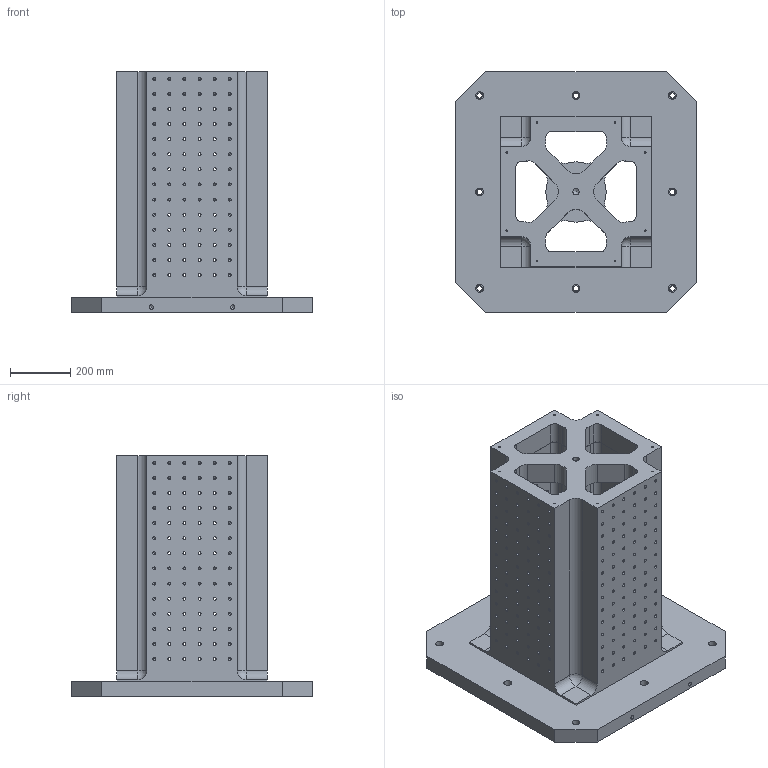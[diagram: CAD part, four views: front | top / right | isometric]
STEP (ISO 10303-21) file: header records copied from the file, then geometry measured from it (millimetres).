
FILE_DESCRIPTION( ( 'Unknown' ), '1' );
FILE_NAME( 'BP30-800800-0800-12.stp', 'Unknown', ( 'S.C.H' ), ( 'Unknown' ), 'XStep 1.0', 'Unknown', ' ' );
FILE_SCHEMA( ( 'CONFIG_CONTROL_DESIGN' ) );
Length unit declared in the file: millimetre
Products named in the file (1): 1
Bounding box: 800 x 800 x 800 mm (x, y, z)
Volume: 86991958.6 mm3; surface area: 4654224.7 mm2
Topology: 1 solids, 1 shells, 887 faces, 2656 edges, 1732 vertices
Faces by surface type: cylinder 512, cone 188, plane 111, torus 72, sphere 4
Full cylindrical faces by diameter (mm): 5 x8, 10.106 x336, 14 x3, 18 x8, 21 x1, 26 x8
Entity records: 26954 total; most frequent: CARTESIAN_POINT 6332, DIRECTION 4444, ORIENTED_EDGE 3304, AXIS2_PLACEMENT_3D 2000, EDGE_LOOP 1792, EDGE_CURVE 1652, VERTEX_POINT 1408, FACE_OUTER_BOUND 1251
